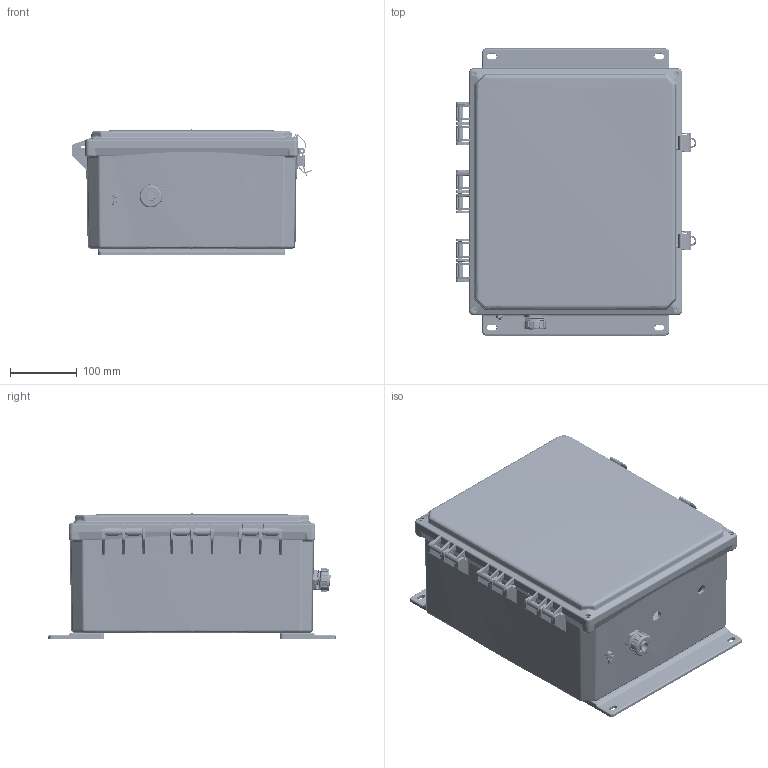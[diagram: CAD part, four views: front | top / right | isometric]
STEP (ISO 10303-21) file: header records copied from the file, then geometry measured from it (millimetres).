
FILE_DESCRIPTION (( 'STEP AP214' ), '1' );
FILE_NAME ('NBBWPC141206-000DR.step', '2020-05-13T21:27:32', ( '' ), ( '' ), 'SwSTEP 2.0', 'SolidWorks 2018', '' );
FILE_SCHEMA (( 'AUTOMOTIVE_DESIGN' ));
Length unit declared in the file: inch
Products named in the file (19): XF1005-01; NBBWPC141206-000DR; Integra-Upper Insert; Integra-Bottom Insert; XCT-0005; XFS-0026; XC-0003; NBBPC141206_12IN-MNT-FLANGE; XNBBWPC141206-01; 10-32 NEMA PLATE SCREW; NBBPC141206_Box; NBBPC141206_box assy; XFW-0002; XCT-0010; NBBWPC141206; NBPC14-W-LID; XCT-0011; NBBPC141206_Latch; XFN-0003
Assembly tree (35 placements, depth 5):
  NBBWPC141206-000DR
    XNBBWPC141206-01
      NBBWPC141206
        NBBPC141206_box assy
          NBBPC141206_Box
          Integra-Upper Insert  x4
          Integra-Bottom Insert  x4
        NBPC14-W-LID
        NBBPC141206_Latch  x2
        NBBPC141206_12IN-MNT-FLANGE  x2
    XF1005-01  x2
    XFW-0002  x5
    10-32 NEMA PLATE SCREW  x4
    XCT-0011
    XC-0003
    XFS-0026
    XCT-0010
    XFN-0003  x2
    XCT-0005
Bounding box: 360.69 x 430.53 x 187.45 mm (x, y, z)
Volume: 1004235.3 mm3; surface area: 1185521.5 mm2
Topology: 35 solids, 41 shells, 6480 faces, 15776 edges, 9155 vertices
Faces by surface type: cylinder 2069, bspline 1525, plane 1462, cone 1258, torus 166
Entity records: 229017 total; most frequent: CARTESIAN_POINT 128413, ORIENTED_EDGE 21584, DIRECTION 16048, EDGE_CURVE 10800, VERTEX_POINT 6406, AXIS2_PLACEMENT_3D 5944, EDGE_LOOP 4696, FACE_OUTER_BOUND 4504
